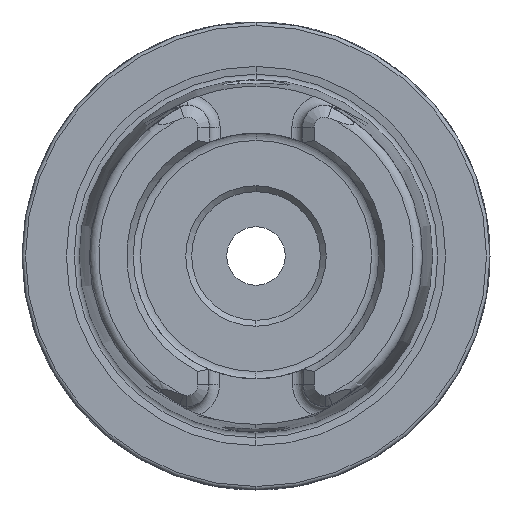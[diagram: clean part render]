
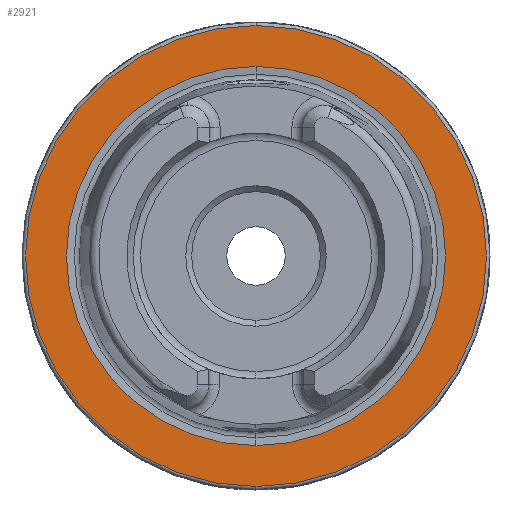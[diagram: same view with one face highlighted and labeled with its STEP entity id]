
A CAD part, left-side view. The second image highlights one B-rep face of the part: STEP entity #2921.
In plain terms, the highlighted planar face has unit normal (-1, 0, 0).
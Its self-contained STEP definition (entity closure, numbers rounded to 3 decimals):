
#604 = EDGE_LOOP ( 'NONE', ( #3304, #3305 ) ) ;
#816 = EDGE_LOOP ( 'NONE', ( #3302, #3303 ) ) ;
#1443 = EDGE_CURVE ( 'NONE', #1947, #1946, #3427, .T. ) ;
#1946 = VERTEX_POINT ( 'NONE', #4774 ) ;
#1947 = VERTEX_POINT ( 'NONE', #4775 ) ;
#1949 = VERTEX_POINT ( 'NONE', #4777 ) ;
#1954 = VERTEX_POINT ( 'NONE', #4782 ) ;
#2031 = EDGE_CURVE ( 'NONE', #1949, #1954, #3649, .T. ) ;
#2035 = EDGE_CURVE ( 'NONE', #1946, #1947, #3650, .T. ) ;
#2058 = EDGE_CURVE ( 'NONE', #1954, #1949, #3668, .T. ) ;
#2921 = ADVANCED_FACE ( 'NONE', ( #7609, #7608 ), #8933, .F. ) ;
#3302 = ORIENTED_EDGE ( 'NONE', *, *, #2031, .F. ) ;
#3303 = ORIENTED_EDGE ( 'NONE', *, *, #2058, .F. ) ;
#3304 = ORIENTED_EDGE ( 'NONE', *, *, #1443, .T. ) ;
#3305 = ORIENTED_EDGE ( 'NONE', *, *, #2035, .T. ) ;
#3427 = CIRCLE ( 'NONE', #5115, 19.7 ) ;
#3649 = CIRCLE ( 'NONE', #5179, 16.207 ) ;
#3650 = CIRCLE ( 'NONE', #5180, 19.7 ) ;
#3668 = CIRCLE ( 'NONE', #5193, 16.207 ) ;
#4211 = DIRECTION ( 'NONE',  ( 0., 0., 1. ) ) ;
#4212 = DIRECTION ( 'NONE',  ( -1., 0., 0. ) ) ;
#4213 = CARTESIAN_POINT ( 'NONE',  ( 0., 0., 0. ) ) ;
#4774 = CARTESIAN_POINT ( 'NONE',  ( 0., 0., -19.7 ) ) ;
#4775 = CARTESIAN_POINT ( 'NONE',  ( 0., 0., 19.7 ) ) ;
#4777 = CARTESIAN_POINT ( 'NONE',  ( 0., 0., 16.207 ) ) ;
#4782 = CARTESIAN_POINT ( 'NONE',  ( 0., 0., -16.207 ) ) ;
#4824 = CARTESIAN_POINT ( 'NONE',  ( 0., 0., 0. ) ) ;
#4825 = DIRECTION ( 'NONE',  ( -1., 0., 0. ) ) ;
#4826 = DIRECTION ( 'NONE',  ( 0., 0., 1. ) ) ;
#4928 = CARTESIAN_POINT ( 'NONE',  ( 0., 0., 0. ) ) ;
#4929 = DIRECTION ( 'NONE',  ( -1., 0., 0. ) ) ;
#4930 = DIRECTION ( 'NONE',  ( 0., 0., 1. ) ) ;
#5115 = AXIS2_PLACEMENT_3D ( 'NONE', #4213, #4212, #4211 ) ;
#5179 = AXIS2_PLACEMENT_3D ( 'NONE', #4824, #4825, #4826 ) ;
#5180 = AXIS2_PLACEMENT_3D ( 'NONE', #4928, #4929, #4930 ) ;
#5193 = AXIS2_PLACEMENT_3D ( 'NONE', #6735, #6736, #6737 ) ;
#5291 = AXIS2_PLACEMENT_3D ( 'NONE', #8925, #8935, #8936 ) ;
#6735 = CARTESIAN_POINT ( 'NONE',  ( 0., 0., 0. ) ) ;
#6736 = DIRECTION ( 'NONE',  ( -1., 0., 0. ) ) ;
#6737 = DIRECTION ( 'NONE',  ( 0., 0., 1. ) ) ;
#7608 = FACE_OUTER_BOUND ( 'NONE', #604, .T. ) ;
#7609 = FACE_BOUND ( 'NONE', #816, .T. ) ;
#8925 = CARTESIAN_POINT ( 'NONE',  ( 0., 19.7, 0. ) ) ;
#8933 = PLANE ( 'NONE',  #5291 ) ;
#8935 = DIRECTION ( 'NONE',  ( 1., 0., 0. ) ) ;
#8936 = DIRECTION ( 'NONE',  ( 0., 0., -1. ) ) ;
